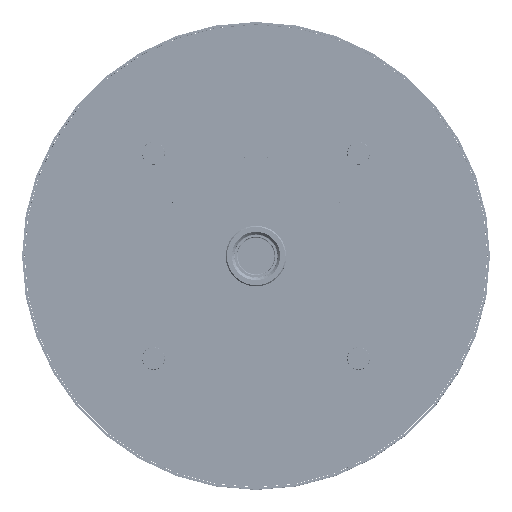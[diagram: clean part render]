
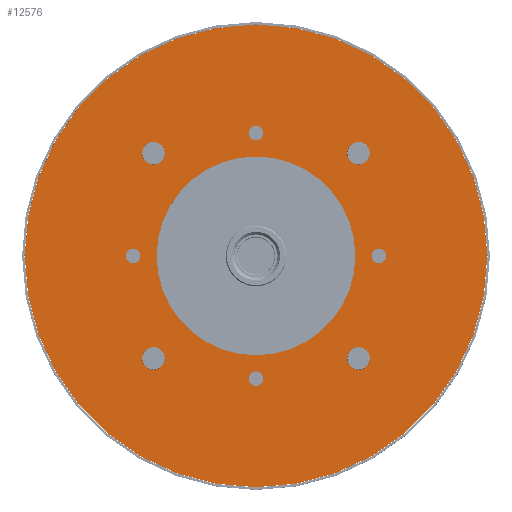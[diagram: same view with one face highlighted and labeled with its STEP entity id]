
A CAD part, top view. The second image highlights one B-rep face of the part: STEP entity #12576.
In plain terms, the highlighted planar face has unit normal (0, 0, 1).
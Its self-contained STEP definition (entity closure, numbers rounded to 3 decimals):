
#12576=ADVANCED_FACE('',(#19605,#19606,#19607,#19608,#19609,#19610,#19611,#19612,#19613,#19614),#19615,.T.);
#19605=FACE_BOUND('',#26990,.T.);
#19606=FACE_BOUND('',#26991,.T.);
#19607=FACE_BOUND('',#26992,.T.);
#19608=FACE_BOUND('',#26993,.T.);
#19609=FACE_BOUND('',#26994,.T.);
#19610=FACE_BOUND('',#26995,.T.);
#19611=FACE_BOUND('',#26996,.T.);
#19612=FACE_BOUND('',#26997,.T.);
#19613=FACE_BOUND('',#26998,.T.);
#19614=FACE_OUTER_BOUND('',#26999,.T.);
#19615=PLANE('',#27000);
#26990=EDGE_LOOP('',(#43445));
#26991=EDGE_LOOP('',(#43446));
#26992=EDGE_LOOP('',(#43447));
#26993=EDGE_LOOP('',(#43448));
#26994=EDGE_LOOP('',(#43449));
#26995=EDGE_LOOP('',(#43450));
#26996=EDGE_LOOP('',(#43451));
#26997=EDGE_LOOP('',(#43452));
#26998=EDGE_LOOP('',(#43453));
#26999=EDGE_LOOP('',(#43454));
#27000=AXIS2_PLACEMENT_3D('',#43455,#43456,#43457);
#43445=ORIENTED_EDGE('',*,*,#51499,.F.);
#43446=ORIENTED_EDGE('',*,*,#51500,.F.);
#43447=ORIENTED_EDGE('',*,*,#51501,.F.);
#43448=ORIENTED_EDGE('',*,*,#51502,.F.);
#43449=ORIENTED_EDGE('',*,*,#51503,.F.);
#43450=ORIENTED_EDGE('',*,*,#51504,.F.);
#43451=ORIENTED_EDGE('',*,*,#51505,.F.);
#43452=ORIENTED_EDGE('',*,*,#51506,.F.);
#43453=ORIENTED_EDGE('',*,*,#51507,.F.);
#43454=ORIENTED_EDGE('',*,*,#51508,.T.);
#43455=CARTESIAN_POINT('',(0.,0.,49.0));
#43456=DIRECTION('',(0.0,0.0,1.0));
#43457=DIRECTION('',(1.0,0.0,0.0));
#51499=EDGE_CURVE('',#61056,#61056,#61057,.T.);
#51500=EDGE_CURVE('',#61058,#61058,#61059,.T.);
#51501=EDGE_CURVE('',#61060,#61060,#61061,.T.);
#51502=EDGE_CURVE('',#61062,#61062,#61063,.T.);
#51503=EDGE_CURVE('',#61064,#61064,#61065,.T.);
#51504=EDGE_CURVE('',#61066,#61066,#61067,.T.);
#51505=EDGE_CURVE('',#61068,#61068,#61069,.T.);
#51506=EDGE_CURVE('',#61070,#61070,#61071,.T.);
#51507=EDGE_CURVE('',#61072,#61072,#61073,.T.);
#51508=EDGE_CURVE('',#61074,#61074,#61075,.T.);
#61056=VERTEX_POINT('',#73837);
#61057=CIRCLE('',#73838,4.429);
#61058=VERTEX_POINT('',#73839);
#61059=CIRCLE('',#73840,4.429);
#61060=VERTEX_POINT('',#73841);
#61061=CIRCLE('',#73842,4.429);
#61062=VERTEX_POINT('',#73843);
#61063=CIRCLE('',#73844,4.429);
#61064=VERTEX_POINT('',#73845);
#61065=CIRCLE('',#73846,3.1);
#61066=VERTEX_POINT('',#73847);
#61067=CIRCLE('',#73848,3.1);
#61068=VERTEX_POINT('',#73849);
#61069=CIRCLE('',#73850,3.1);
#61070=VERTEX_POINT('',#73851);
#61071=CIRCLE('',#73852,3.1);
#61072=VERTEX_POINT('',#73853);
#61073=CIRCLE('',#73854,42.5);
#61074=VERTEX_POINT('',#73855);
#61075=CIRCLE('',#73856,98.9);
#73837=CARTESIAN_POINT('',(-39.411,-43.841,49.0));
#73838=AXIS2_PLACEMENT_3D('',#81373,#81374,#81375);
#73839=CARTESIAN_POINT('',(48.27,-43.841,49.0));
#73840=AXIS2_PLACEMENT_3D('',#81376,#81377,#81378);
#73841=CARTESIAN_POINT('',(48.27,43.841,49.0));
#73842=AXIS2_PLACEMENT_3D('',#81379,#81380,#81381);
#73843=CARTESIAN_POINT('',(-39.411,43.841,49.0));
#73844=AXIS2_PLACEMENT_3D('',#81382,#81383,#81384);
#73845=CARTESIAN_POINT('',(3.1,52.5,49.0));
#73846=AXIS2_PLACEMENT_3D('',#81385,#81386,#81387);
#73847=CARTESIAN_POINT('',(55.6,0.,49.0));
#73848=AXIS2_PLACEMENT_3D('',#81388,#81389,#81390);
#73849=CARTESIAN_POINT('',(3.1,-52.5,49.0));
#73850=AXIS2_PLACEMENT_3D('',#81391,#81392,#81393);
#73851=CARTESIAN_POINT('',(-49.4,0.0,49.0));
#73852=AXIS2_PLACEMENT_3D('',#81394,#81395,#81396);
#73853=CARTESIAN_POINT('',(42.5,0.,49.0));
#73854=AXIS2_PLACEMENT_3D('',#81397,#81398,#81399);
#73855=CARTESIAN_POINT('',(98.9,0.,49.0));
#73856=AXIS2_PLACEMENT_3D('',#81400,#81401,#81402);
#81373=CARTESIAN_POINT('',(-43.841,-43.841,49.0));
#81374=DIRECTION('',(0.0,0.0,1.0));
#81375=DIRECTION('',(1.0,0.0,0.0));
#81376=CARTESIAN_POINT('',(43.841,-43.841,49.0));
#81377=DIRECTION('',(0.0,0.0,1.0));
#81378=DIRECTION('',(1.0,0.0,0.0));
#81379=CARTESIAN_POINT('',(43.841,43.841,49.0));
#81380=DIRECTION('',(0.0,0.0,1.0));
#81381=DIRECTION('',(1.0,0.0,0.0));
#81382=CARTESIAN_POINT('',(-43.841,43.841,49.0));
#81383=DIRECTION('',(0.0,0.0,1.0));
#81384=DIRECTION('',(1.0,0.0,0.0));
#81385=CARTESIAN_POINT('',(0.,52.5,49.0));
#81386=DIRECTION('',(0.0,0.0,1.0));
#81387=DIRECTION('',(1.0,0.0,0.0));
#81388=CARTESIAN_POINT('',(52.5,0.,49.0));
#81389=DIRECTION('',(0.0,0.0,1.0));
#81390=DIRECTION('',(1.0,0.0,0.0));
#81391=CARTESIAN_POINT('',(0.,-52.5,49.0));
#81392=DIRECTION('',(0.0,0.0,1.0));
#81393=DIRECTION('',(1.0,0.0,0.0));
#81394=CARTESIAN_POINT('',(-52.5,0.0,49.0));
#81395=DIRECTION('',(0.0,0.0,1.0));
#81396=DIRECTION('',(1.0,0.0,0.0));
#81397=CARTESIAN_POINT('',(0.,0.,49.0));
#81398=DIRECTION('',(0.0,0.0,1.0));
#81399=DIRECTION('',(1.0,0.0,0.0));
#81400=CARTESIAN_POINT('',(0.,0.,49.0));
#81401=DIRECTION('',(0.0,0.0,1.0));
#81402=DIRECTION('',(1.0,0.0,0.0));
